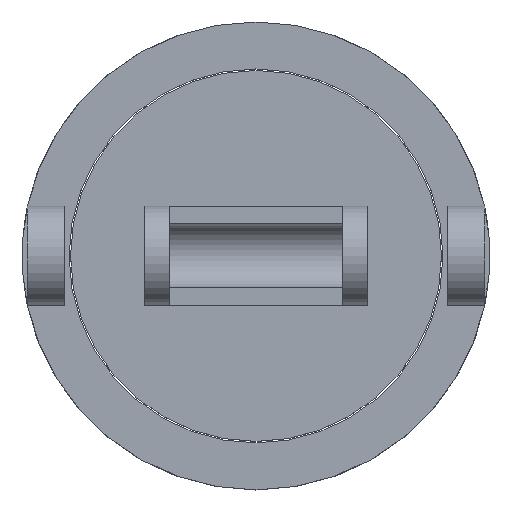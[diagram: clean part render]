
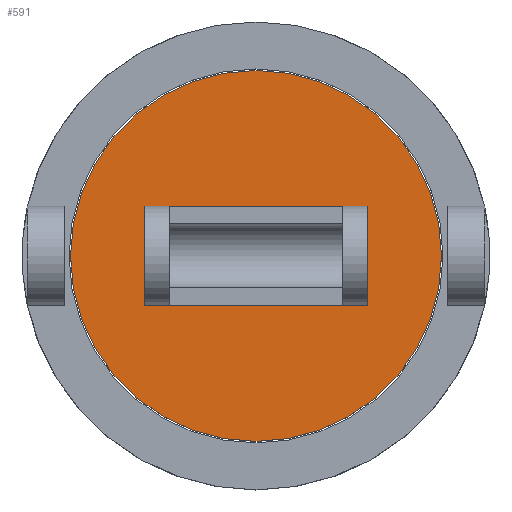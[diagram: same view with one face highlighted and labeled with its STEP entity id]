
A CAD part, top view. The second image highlights one B-rep face of the part: STEP entity #591.
In plain terms, the highlighted planar face has unit normal (0, 0, 1).
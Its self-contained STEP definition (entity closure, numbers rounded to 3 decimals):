
#36=FACE_BOUND('',#132,.T.);
#54=PLANE('',#678);
#86=FACE_OUTER_BOUND('',#131,.T.);
#131=EDGE_LOOP('',(#502));
#132=EDGE_LOOP('',(#503,#504,#505,#506));
#176=LINE('',#1005,#224);
#179=LINE('',#1012,#227);
#180=LINE('',#1014,#228);
#181=LINE('',#1015,#229);
#224=VECTOR('',#829,10.);
#227=VECTOR('',#836,10.);
#228=VECTOR('',#837,10.);
#229=VECTOR('',#838,10.);
#265=CIRCLE('',#679,37.5);
#306=VERTEX_POINT('',#1003);
#307=VERTEX_POINT('',#1004);
#308=VERTEX_POINT('',#1009);
#309=VERTEX_POINT('',#1011);
#310=VERTEX_POINT('',#1013);
#373=EDGE_CURVE('',#306,#307,#176,.T.);
#376=EDGE_CURVE('',#308,#308,#265,.T.);
#377=EDGE_CURVE('',#309,#306,#179,.T.);
#378=EDGE_CURVE('',#307,#310,#180,.T.);
#379=EDGE_CURVE('',#310,#309,#181,.T.);
#502=ORIENTED_EDGE('',*,*,#376,.T.);
#503=ORIENTED_EDGE('',*,*,#377,.T.);
#504=ORIENTED_EDGE('',*,*,#373,.T.);
#505=ORIENTED_EDGE('',*,*,#378,.T.);
#506=ORIENTED_EDGE('',*,*,#379,.T.);
#591=ADVANCED_FACE('',(#86,#36),#54,.T.);
#678=AXIS2_PLACEMENT_3D('',#1008,#832,#833);
#679=AXIS2_PLACEMENT_3D('',#1010,#834,#835);
#829=DIRECTION('',(0.,1.,0.));
#832=DIRECTION('center_axis',(0.,0.,1.));
#833=DIRECTION('ref_axis',(1.,0.,0.));
#834=DIRECTION('center_axis',(0.,0.,1.));
#835=DIRECTION('ref_axis',(1.,0.,0.));
#836=DIRECTION('',(-1.,0.,0.));
#837=DIRECTION('',(1.,0.,0.));
#838=DIRECTION('',(0.,-1.,0.));
#1003=CARTESIAN_POINT('',(-22.5,-10.,5.));
#1004=CARTESIAN_POINT('',(-22.5,10.,5.));
#1005=CARTESIAN_POINT('',(-22.5,0.,5.));
#1008=CARTESIAN_POINT('Origin',(0.,0.,5.));
#1009=CARTESIAN_POINT('',(-37.5,0.,5.));
#1010=CARTESIAN_POINT('Origin',(0.,0.,5.));
#1011=CARTESIAN_POINT('',(22.5,-10.,5.));
#1012=CARTESIAN_POINT('',(-8.75,-10.,5.));
#1013=CARTESIAN_POINT('',(22.5,10.,5.));
#1014=CARTESIAN_POINT('',(-8.75,10.,5.));
#1015=CARTESIAN_POINT('',(22.5,0.,5.));
